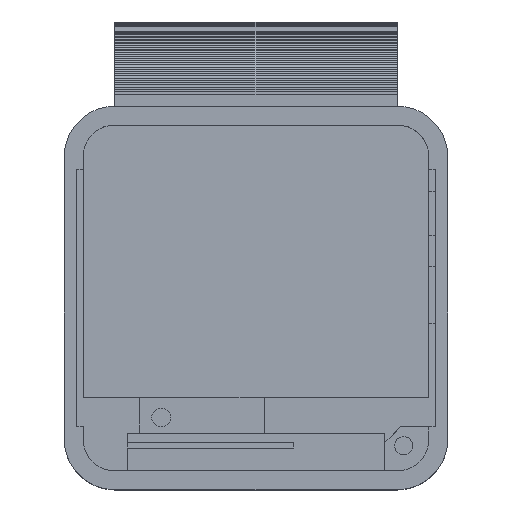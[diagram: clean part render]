
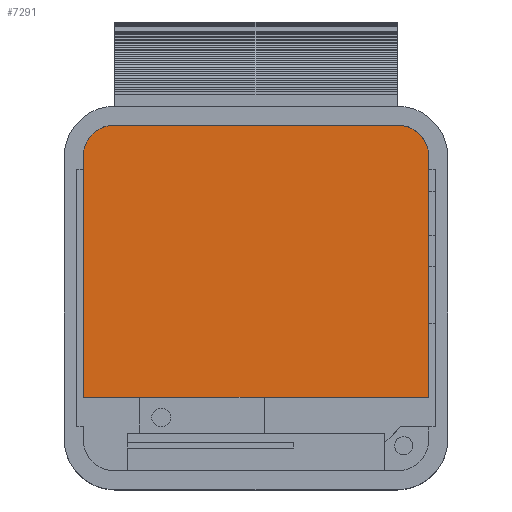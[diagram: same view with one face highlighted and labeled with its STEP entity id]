
A CAD part, top view. The second image highlights one B-rep face of the part: STEP entity #7291.
In plain terms, the highlighted planar face has unit normal (0, 0, 1).
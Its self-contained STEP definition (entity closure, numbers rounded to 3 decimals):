
#163=CIRCLE('',#7690,5.);
#463=FACE_OUTER_BOUND('',#840,.T.);
#840=EDGE_LOOP('',(#5816,#5817,#5818,#5819,#5820,#5821,#5822,#5823,#5824,
#5825,#5826,#5827,#5828,#5829,#5830));
#1625=LINE('',#11058,#2555);
#1633=LINE('',#11073,#2563);
#1637=LINE('',#11081,#2567);
#1641=LINE('',#11089,#2571);
#1659=LINE('',#11127,#2589);
#1665=LINE('',#11137,#2595);
#1669=LINE('',#11145,#2599);
#1670=LINE('',#11146,#2600);
#1671=LINE('',#11148,#2601);
#1672=LINE('',#11150,#2602);
#1673=LINE('',#11151,#2603);
#1674=LINE('',#11153,#2604);
#1675=LINE('',#11155,#2605);
#1676=LINE('',#11156,#2606);
#2555=VECTOR('',#8941,10.);
#2563=VECTOR('',#8951,10.);
#2567=VECTOR('',#8955,10.);
#2571=VECTOR('',#8959,10.);
#2589=VECTOR('',#8981,10.);
#2595=VECTOR('',#8989,10.);
#2599=VECTOR('',#8995,10.);
#2600=VECTOR('',#8996,10.);
#2601=VECTOR('',#8997,10.);
#2602=VECTOR('',#8998,10.);
#2603=VECTOR('',#8999,10.);
#2604=VECTOR('',#9000,10.);
#2605=VECTOR('',#9001,10.);
#2606=VECTOR('',#9002,10.);
#3334=VERTEX_POINT('',#11047);
#3335=VERTEX_POINT('',#11049);
#3338=VERTEX_POINT('',#11057);
#3343=VERTEX_POINT('',#11070);
#3344=VERTEX_POINT('',#11072);
#3347=VERTEX_POINT('',#11078);
#3348=VERTEX_POINT('',#11080);
#3351=VERTEX_POINT('',#11086);
#3352=VERTEX_POINT('',#11088);
#3370=VERTEX_POINT('',#11126);
#3376=VERTEX_POINT('',#11144);
#3377=VERTEX_POINT('',#11147);
#3378=VERTEX_POINT('',#11149);
#3379=VERTEX_POINT('',#11152);
#3380=VERTEX_POINT('',#11154);
#4207=EDGE_CURVE('',#3335,#3334,#163,.T.);
#4211=EDGE_CURVE('',#3335,#3338,#1625,.T.);
#4219=EDGE_CURVE('',#3343,#3344,#1633,.T.);
#4223=EDGE_CURVE('',#3347,#3348,#1637,.T.);
#4227=EDGE_CURVE('',#3351,#3352,#1641,.T.);
#4246=EDGE_CURVE('',#3370,#3338,#1659,.T.);
#4252=EDGE_CURVE('',#3343,#3370,#1665,.T.);
#4256=EDGE_CURVE('',#3376,#3334,#1669,.T.);
#4257=EDGE_CURVE('',#3352,#3376,#1670,.T.);
#4258=EDGE_CURVE('',#3377,#3351,#1671,.T.);
#4259=EDGE_CURVE('',#3377,#3378,#1672,.T.);
#4260=EDGE_CURVE('',#3378,#3348,#1673,.T.);
#4261=EDGE_CURVE('',#3379,#3347,#1674,.T.);
#4262=EDGE_CURVE('',#3379,#3380,#1675,.T.);
#4263=EDGE_CURVE('',#3380,#3344,#1676,.T.);
#5816=ORIENTED_EDGE('',*,*,#4246,.T.);
#5817=ORIENTED_EDGE('',*,*,#4211,.F.);
#5818=ORIENTED_EDGE('',*,*,#4207,.T.);
#5819=ORIENTED_EDGE('',*,*,#4256,.F.);
#5820=ORIENTED_EDGE('',*,*,#4257,.F.);
#5821=ORIENTED_EDGE('',*,*,#4227,.F.);
#5822=ORIENTED_EDGE('',*,*,#4258,.F.);
#5823=ORIENTED_EDGE('',*,*,#4259,.T.);
#5824=ORIENTED_EDGE('',*,*,#4260,.T.);
#5825=ORIENTED_EDGE('',*,*,#4223,.F.);
#5826=ORIENTED_EDGE('',*,*,#4261,.F.);
#5827=ORIENTED_EDGE('',*,*,#4262,.T.);
#5828=ORIENTED_EDGE('',*,*,#4263,.T.);
#5829=ORIENTED_EDGE('',*,*,#4219,.F.);
#5830=ORIENTED_EDGE('',*,*,#4252,.T.);
#6987=PLANE('',#7697);
#7291=ADVANCED_FACE('',(#463),#6987,.T.);
#7690=AXIS2_PLACEMENT_3D('',#11050,#8933,#8934);
#7697=AXIS2_PLACEMENT_3D('',#11143,#8993,#8994);
#8933=DIRECTION('center_axis',(0.,0.,1.));
#8934=DIRECTION('ref_axis',(0.,1.,0.));
#8941=DIRECTION('',(0.,-1.,0.));
#8951=DIRECTION('',(1.,0.,0.));
#8955=DIRECTION('',(1.,0.,0.));
#8959=DIRECTION('',(1.,0.,0.));
#8981=DIRECTION('',(1.,0.,0.));
#8989=DIRECTION('',(0.,-1.,0.));
#8993=DIRECTION('center_axis',(0.,0.,1.));
#8994=DIRECTION('ref_axis',(-1.,0.,0.));
#8995=DIRECTION('',(-1.,0.,0.));
#8996=DIRECTION('',(0.,-1.,0.));
#8997=DIRECTION('',(0.,-1.,0.));
#8998=DIRECTION('',(-1.,0.,0.));
#8999=DIRECTION('',(0.,-1.,0.));
#9000=DIRECTION('',(0.,-1.,0.));
#9001=DIRECTION('',(-1.,0.,0.));
#9002=DIRECTION('',(0.,-1.,0.));
#11047=CARTESIAN_POINT('',(27.484,22.905,1.));
#11049=CARTESIAN_POINT('',(27.5,22.5,1.));
#11050=CARTESIAN_POINT('Origin',(22.5,22.5,1.));
#11057=CARTESIAN_POINT('',(27.5,-15.8,1.));
#11058=CARTESIAN_POINT('',(27.5,13.938,1.));
#11070=CARTESIAN_POINT('',(-27.5,27.5,1.));
#11072=CARTESIAN_POINT('',(-26.628,27.5,1.));
#11073=CARTESIAN_POINT('',(-25.,27.5,1.));
#11078=CARTESIAN_POINT('',(-24.128,27.5,1.));
#11080=CARTESIAN_POINT('',(23.379,27.5,1.));
#11081=CARTESIAN_POINT('',(-25.,27.5,1.));
#11086=CARTESIAN_POINT('',(25.879,27.5,1.));
#11088=CARTESIAN_POINT('',(27.484,27.5,1.));
#11089=CARTESIAN_POINT('',(-25.,27.5,1.));
#11126=CARTESIAN_POINT('',(-27.5,-15.8,1.));
#11127=CARTESIAN_POINT('',(3.152,-15.8,1.));
#11137=CARTESIAN_POINT('',(-27.5,-8.562,1.));
#11143=CARTESIAN_POINT('Origin',(0.,5.375,
1.));
#11144=CARTESIAN_POINT('',(27.484,22.905,1.));
#11145=CARTESIAN_POINT('',(24.992,22.905,1.));
#11146=CARTESIAN_POINT('',(27.484,25.203,1.));
#11147=CARTESIAN_POINT('',(25.879,28.,1.));
#11148=CARTESIAN_POINT('',(25.879,27.75,1.));
#11149=CARTESIAN_POINT('',(23.379,28.,1.));
#11150=CARTESIAN_POINT('',(24.629,28.,1.));
#11151=CARTESIAN_POINT('',(23.379,27.75,1.));
#11152=CARTESIAN_POINT('',(-24.128,28.,1.));
#11153=CARTESIAN_POINT('',(-24.128,27.75,1.));
#11154=CARTESIAN_POINT('',(-26.628,28.,1.));
#11155=CARTESIAN_POINT('',(-25.378,28.,1.));
#11156=CARTESIAN_POINT('',(-26.628,27.75,1.));
